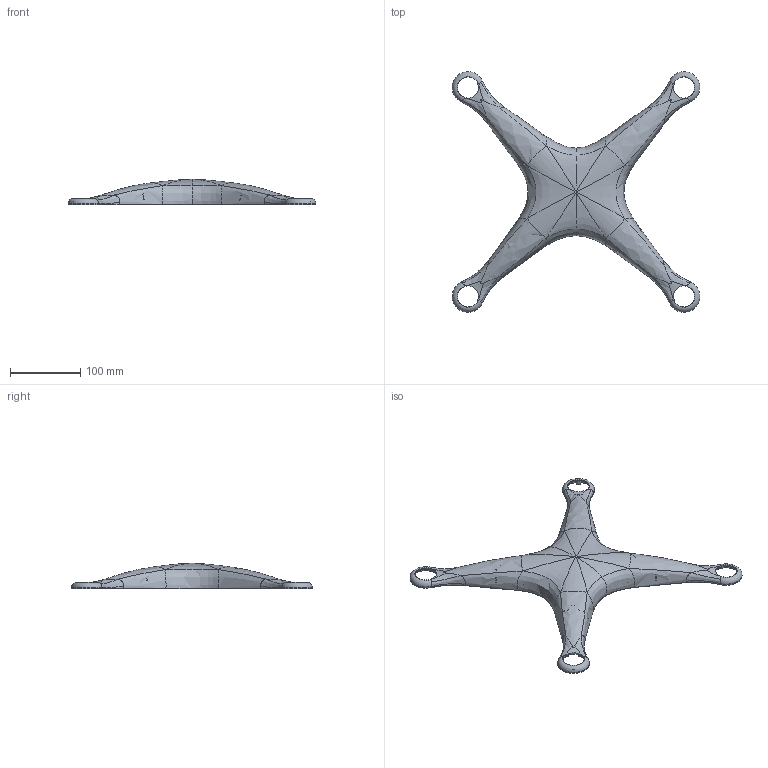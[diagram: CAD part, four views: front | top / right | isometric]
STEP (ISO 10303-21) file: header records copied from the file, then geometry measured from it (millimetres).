
FILE_DESCRIPTION(/* description */ (''),/* implementation_level */ '2;1');
FILE_NAME(/* name */ 'PCBWAY AGAIN TOP FRAME.step',/* time_stamp */ '2025-12-06T09:02:59Z',/* author */ (''),/* organization */ (''),/* preprocessor_version */ 'ST-DEVELOPER v20.1',/* originating_system */ 'Autodesk Translation Framework v14.21.0.0',/* authorisation */ '');
FILE_SCHEMA (('AUTOMOTIVE_DESIGN { 1 0 10303 214 3 1 1 }'));
Length unit declared in the file: millimetre
Products named in the file (2): PCBWAY AGAIN; TOP FRAME
Assembly tree (1 placements, depth 2):
  PCBWAY AGAIN
    TOP FRAME
Bounding box: 351.84 x 341.83 x 36.55 mm (x, y, z)
Volume: 142180.6 mm3; surface area: 137228.6 mm2
Topology: 1 solids, 1 shells, 323 faces, 834 edges, 524 vertices
Faces by surface type: bspline 146, cylinder 112, plane 53, torus 12
Full cylindrical faces by diameter (mm): 3 x28, 4 x20, 8 x4, 30 x4
Entity records: 27763 total; most frequent: CARTESIAN_POINT 20628, ORIENTED_EDGE 1648, DIRECTION 1130, EDGE_CURVE 824, VERTEX_POINT 524, AXIS2_PLACEMENT_3D 501, EDGE_LOOP 400, B_SPLINE_CURVE_WITH_KNOTS 375
